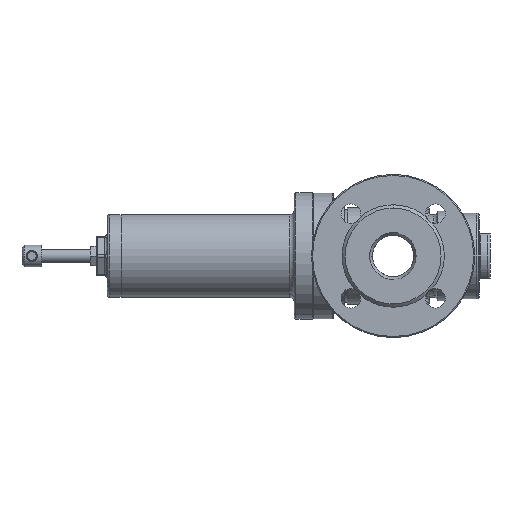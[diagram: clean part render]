
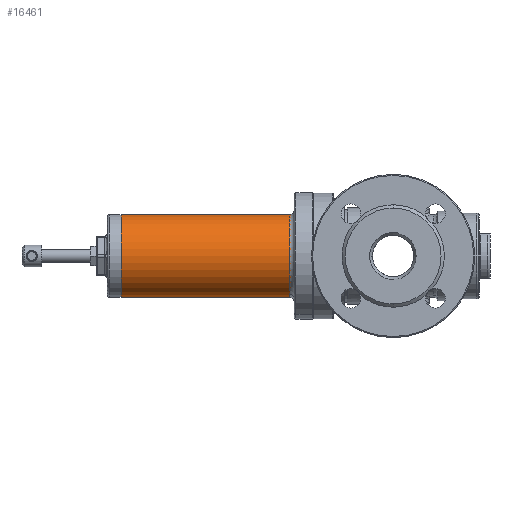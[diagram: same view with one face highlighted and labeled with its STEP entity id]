
A CAD part, left-side view. The second image highlights one B-rep face of the part: STEP entity #16461.
In plain terms, the highlighted cylindrical face has radius 38 mm (diameter 76 mm), a partial arc.
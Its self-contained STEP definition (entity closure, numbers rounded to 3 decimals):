
#54 = FACE_OUTER_BOUND ( 'NONE', #14590, .T. ) ;
#75 = CARTESIAN_POINT ( 'NONE',  ( 0., 251.5, 38. ) ) ;
#439 = DIRECTION ( 'NONE',  ( 0., -1., 0. ) ) ;
#465 = VECTOR ( 'NONE', #439, 1000. ) ;
#973 = AXIS2_PLACEMENT_3D ( 'NONE', #2314, #3818, #17308 ) ;
#1635 = CARTESIAN_POINT ( 'NONE',  ( 0., 91.5, 38. ) ) ;
#2235 = LINE ( 'NONE', #75, #15294 ) ;
#2314 = CARTESIAN_POINT ( 'NONE',  ( 0., 250., 0. ) ) ;
#3818 = DIRECTION ( 'NONE',  ( 0., -1., 0. ) ) ;
#3907 = EDGE_CURVE ( 'NONE', #15880, #9131, #4257, .T. ) ;
#4257 = CIRCLE ( 'NONE', #973, 38. ) ;
#6021 = VERTEX_POINT ( 'NONE', #1635 ) ;
#6058 = VERTEX_POINT ( 'NONE', #12725 ) ;
#6489 = CYLINDRICAL_SURFACE ( 'NONE', #13063, 38. ) ;
#7434 = CARTESIAN_POINT ( 'NONE',  ( 0., 91.5, 0. ) ) ;
#9131 = VERTEX_POINT ( 'NONE', #10872 ) ;
#9318 = CARTESIAN_POINT ( 'NONE',  ( 0., 250., 38. ) ) ;
#9757 = AXIS2_PLACEMENT_3D ( 'NONE', #7434, #12657, #9990 ) ;
#9990 = DIRECTION ( 'NONE',  ( 0., 0., -1. ) ) ;
#10872 = CARTESIAN_POINT ( 'NONE',  ( 0., 250., -38. ) ) ;
#11301 = CARTESIAN_POINT ( 'NONE',  ( 0., 251.5, -38. ) ) ;
#11479 = CIRCLE ( 'NONE', #9757, 38. ) ;
#11568 = EDGE_CURVE ( 'NONE', #6058, #6021, #11479, .T. ) ;
#12220 = ORIENTED_EDGE ( 'NONE', *, *, #11568, .T. ) ;
#12298 = ORIENTED_EDGE ( 'NONE', *, *, #3907, .T. ) ;
#12628 = ORIENTED_EDGE ( 'NONE', *, *, #14897, .F. ) ;
#12657 = DIRECTION ( 'NONE',  ( 0., 1., 0. ) ) ;
#12725 = CARTESIAN_POINT ( 'NONE',  ( 0., 91.5, -38. ) ) ;
#13063 = AXIS2_PLACEMENT_3D ( 'NONE', #14584, #17339, #15842 ) ;
#13422 = ORIENTED_EDGE ( 'NONE', *, *, #17692, .T. ) ;
#13819 = DIRECTION ( 'NONE',  ( 0., -1., 0. ) ) ;
#14584 = CARTESIAN_POINT ( 'NONE',  ( 0., 251.5, 0. ) ) ;
#14590 = EDGE_LOOP ( 'NONE', ( #12298, #13422, #12220, #12628 ) ) ;
#14897 = EDGE_CURVE ( 'NONE', #15880, #6021, #2235, .T. ) ;
#15294 = VECTOR ( 'NONE', #13819, 1000. ) ;
#15842 = DIRECTION ( 'NONE',  ( 0., 0., 1. ) ) ;
#15880 = VERTEX_POINT ( 'NONE', #9318 ) ;
#16282 = LINE ( 'NONE', #11301, #465 ) ;
#16461 = ADVANCED_FACE ( 'NONE', ( #54 ), #6489, .T. ) ;
#17308 = DIRECTION ( 'NONE',  ( 0., 0., -1. ) ) ;
#17339 = DIRECTION ( 'NONE',  ( 0., -1., 0. ) ) ;
#17692 = EDGE_CURVE ( 'NONE', #9131, #6058, #16282, .T. ) ;
